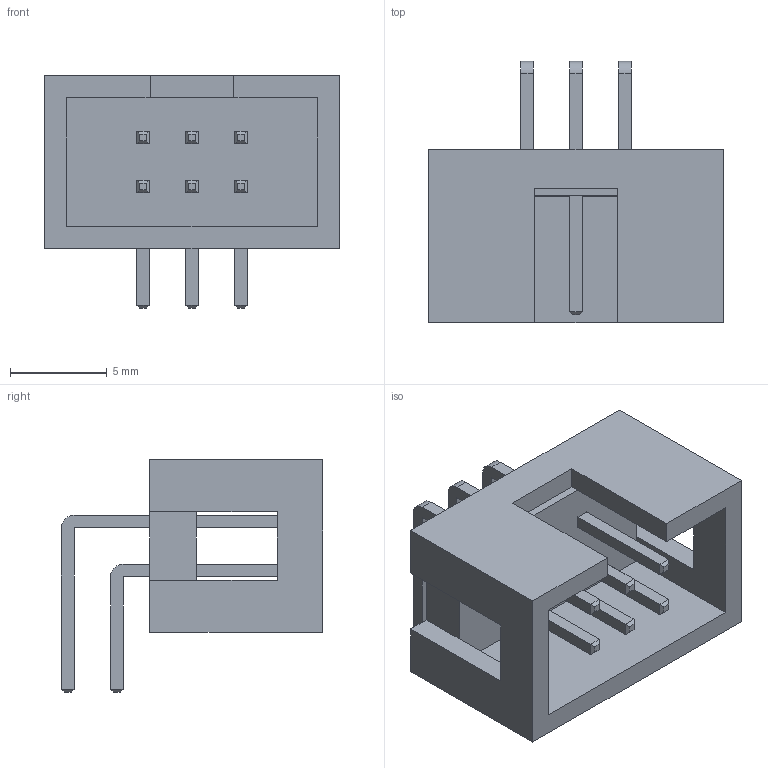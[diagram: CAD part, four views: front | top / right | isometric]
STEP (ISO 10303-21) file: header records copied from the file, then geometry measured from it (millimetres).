
FILE_DESCRIPTION(/* description */ (''),/* implementation_level */ '2;1');
FILE_NAME(/* name */ 'Pin_Male_2x3_Shrouded_Angled.stp',/* time_stamp */ '2018-07-09T16:51:21+02:00',/* author */ ('gabri'),/* organization */ (''),/* preprocessor_version */ 'ST-DEVELOPER v17',/* originating_system */ 'Autodesk Inventor 2019',/* authorisation */ '');
FILE_SCHEMA (('AUTOMOTIVE_DESIGN { 1 0 10303 214 3 1 1 }'));
Length unit declared in the file: millimetre
Products named in the file (1): Pin_Male_2x3
Bounding box: 15.28 x 13.52 x 12.05 mm (x, y, z)
Volume: 611.6 mm3; surface area: 1224.2 mm2
Topology: 7 solids, 7 shells, 150 faces, 366 edges, 226 vertices
Faces by surface type: plane 144, cylinder 6
Entity records: 4329 total; most frequent: CARTESIAN_POINT 743, ORIENTED_EDGE 732, DIRECTION 680, EDGE_CURVE 366, LINE 354, VECTOR 354, VERTEX_POINT 226, AXIS2_PLACEMENT_3D 163
